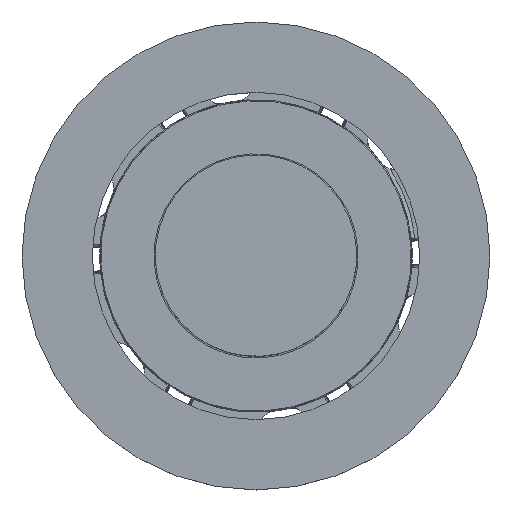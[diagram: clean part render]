
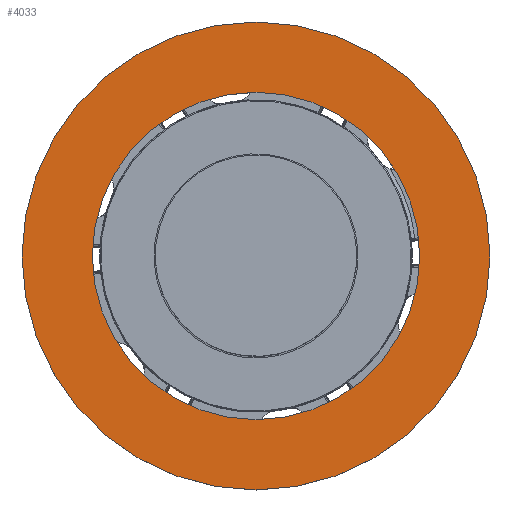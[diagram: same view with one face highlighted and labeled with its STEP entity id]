
A CAD part, top view. The second image highlights one B-rep face of the part: STEP entity #4033.
In plain terms, the highlighted planar face has unit normal (0, 0, 1).
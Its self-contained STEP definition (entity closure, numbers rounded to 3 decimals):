
#3727=PLANE('',#13867);
#4033=ADVANCED_FACE('',(#5073,#5074),#3727,.F.);
#5073=FACE_BOUND('',#5095,.T.);
#5074=FACE_BOUND('',#5096,.T.);
#5095=EDGE_LOOP('',(#5942));
#5096=EDGE_LOOP('',(#5943));
#5942=ORIENTED_EDGE('',*,*,#11200,.F.);
#5943=ORIENTED_EDGE('',*,*,#11198,.T.);
#9994=VERTEX_POINT('',#19213);
#9996=VERTEX_POINT('',#19218);
#11198=EDGE_CURVE('',#9994,#9994,#13225,.T.);
#11200=EDGE_CURVE('',#9996,#9996,#13227,.T.);
#13225=CIRCLE('',#13863,49.94);
#13227=CIRCLE('',#13866,34.94);
#13863=AXIS2_PLACEMENT_3D('',#19212,#15291,#15292);
#13866=AXIS2_PLACEMENT_3D('',#19217,#15297,#15298);
#13867=AXIS2_PLACEMENT_3D('',#19219,#15299,#15300);
#15291=DIRECTION('',(0.,0.,1.));
#15292=DIRECTION('',(-1.,0.,0.));
#15297=DIRECTION('',(0.,0.,1.));
#15298=DIRECTION('',(-1.,0.,0.));
#15299=DIRECTION('',(0.,0.,-1.));
#15300=DIRECTION('',(-1.,0.,0.));
#19212=CARTESIAN_POINT('',(0.,0.,
-45.));
#19213=CARTESIAN_POINT('',(-49.94,0.,-45.));
#19217=CARTESIAN_POINT('',(0.,0.,
-45.));
#19218=CARTESIAN_POINT('',(-34.94,0.,-45.));
#19219=CARTESIAN_POINT('',(49.94,0.,-45.));
